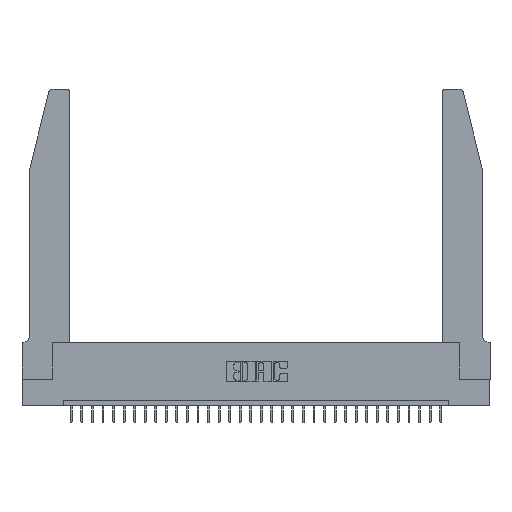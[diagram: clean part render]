
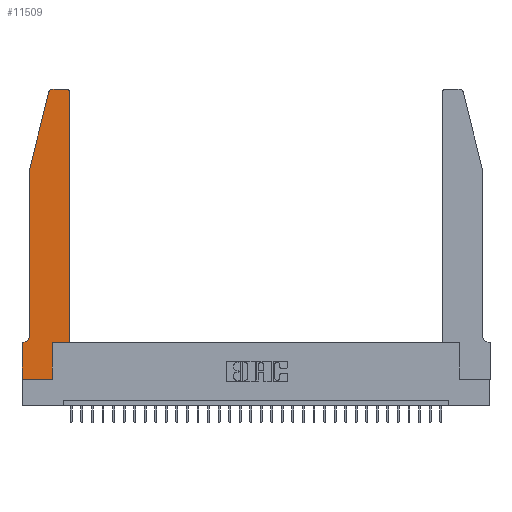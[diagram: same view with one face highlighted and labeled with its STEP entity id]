
A CAD part, top view. The second image highlights one B-rep face of the part: STEP entity #11509.
In plain terms, the highlighted planar face has unit normal (0, 0, 1).
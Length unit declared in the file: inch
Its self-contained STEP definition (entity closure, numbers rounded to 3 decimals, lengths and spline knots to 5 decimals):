
#69 = CARTESIAN_POINT ( 'NONE',  ( 0.4505, 2.72, 0.37 ) ) ;
#266 = CARTESIAN_POINT ( 'NONE',  ( 0.4205, 2.75, 0.37 ) ) ;
#279 = CARTESIAN_POINT ( 'NONE',  ( 0.4505, 0.35, 0.37 ) ) ;
#383 = CARTESIAN_POINT ( 'NONE',  ( 0.284, 2.75, 0.37 ) ) ;
#408 = AXIS2_PLACEMENT_3D ( 'NONE', #9190, #19368, #6995 ) ;
#742 = DIRECTION ( 'NONE',  ( -0.239, -0.971, 0. ) ) ;
#928 = ORIENTED_EDGE ( 'NONE', *, *, #26828, .T. ) ;
#1518 = FACE_OUTER_BOUND ( 'NONE', #20849, .T. ) ;
#2768 = CARTESIAN_POINT ( 'NONE',  ( 0., 0.35, 0.37 ) ) ;
#3095 = VERTEX_POINT ( 'NONE', #69 ) ;
#3441 = VECTOR ( 'NONE', #742, 39.37008 ) ;
#3826 = VECTOR ( 'NONE', #9438, 39.37008 ) ;
#4062 = CARTESIAN_POINT ( 'NONE',  ( 0.2865, 0., 0.37 ) ) ;
#4322 = CARTESIAN_POINT ( 'NONE',  ( 0.4505, 0.35, 0.37 ) ) ;
#4554 = CARTESIAN_POINT ( 'NONE',  ( 0.2605, 2.75, 0.37 ) ) ;
#4673 = CARTESIAN_POINT ( 'NONE',  ( 0.0755, 2., 0.37 ) ) ;
#4886 = DIRECTION ( 'NONE',  ( 1., 0., 0. ) ) ;
#5026 = VECTOR ( 'NONE', #11870, 39.37008 ) ;
#5582 = DIRECTION ( 'NONE',  ( 0., 1., 0. ) ) ;
#5711 = ORIENTED_EDGE ( 'NONE', *, *, #7023, .T. ) ;
#6190 = EDGE_CURVE ( 'NONE', #25888, #20395, #25070, .T. ) ;
#6459 = ORIENTED_EDGE ( 'NONE', *, *, #23111, .T. ) ;
#6801 = VECTOR ( 'NONE', #17090, 39.37008 ) ;
#6964 = VECTOR ( 'NONE', #5582, 39.37008 ) ;
#6995 = DIRECTION ( 'NONE',  ( -1., 0., 0. ) ) ;
#7023 = EDGE_CURVE ( 'NONE', #13215, #18696, #28943, .T. ) ;
#7561 = ORIENTED_EDGE ( 'NONE', *, *, #17821, .T. ) ;
#7666 = VERTEX_POINT ( 'NONE', #383 ) ;
#8672 = AXIS2_PLACEMENT_3D ( 'NONE', #2768, #28030, #26401 ) ;
#8822 = VECTOR ( 'NONE', #28134, 39.37008 ) ;
#9190 = CARTESIAN_POINT ( 'NONE',  ( 0.0055, 0.42, 0.37 ) ) ;
#9438 = DIRECTION ( 'NONE',  ( 0., 1., 0. ) ) ;
#9610 = DIRECTION ( 'NONE',  ( 0., 0., 1. ) ) ;
#9652 = CARTESIAN_POINT ( 'NONE',  ( 0.284, 2.72, 0.37 ) ) ;
#9940 = CARTESIAN_POINT ( 'NONE',  ( 0.0755, 0.42, 0.37 ) ) ;
#10189 = ORIENTED_EDGE ( 'NONE', *, *, #12787, .T. ) ;
#10273 = VECTOR ( 'NONE', #26167, 39.37008 ) ;
#10331 = VERTEX_POINT ( 'NONE', #266 ) ;
#10500 = DIRECTION ( 'NONE',  ( 0., 0., 1. ) ) ;
#11219 = CIRCLE ( 'NONE', #17624, 0.03 ) ;
#11509 = ADVANCED_FACE ( 'NONE', ( #1518 ), #22906, .T. ) ;
#11870 = DIRECTION ( 'NONE',  ( -1., 0., 0. ) ) ;
#12787 = EDGE_CURVE ( 'NONE', #13609, #3095, #24007, .T. ) ;
#13030 = ORIENTED_EDGE ( 'NONE', *, *, #17791, .T. ) ;
#13215 = VERTEX_POINT ( 'NONE', #21445 ) ;
#13307 = EDGE_CURVE ( 'NONE', #18696, #14855, #23143, .T. ) ;
#13518 = CARTESIAN_POINT ( 'NONE',  ( 0.2865, 0.35, 0.37 ) ) ;
#13609 = VERTEX_POINT ( 'NONE', #25554 ) ;
#14855 = VERTEX_POINT ( 'NONE', #19230 ) ;
#16011 = VERTEX_POINT ( 'NONE', #13518 ) ;
#16740 = ORIENTED_EDGE ( 'NONE', *, *, #32468, .T. ) ;
#16849 = VERTEX_POINT ( 'NONE', #21640 ) ;
#17090 = DIRECTION ( 'NONE',  ( 0., -1., 0. ) ) ;
#17330 = CARTESIAN_POINT ( 'NONE',  ( 0.2865, 0.35, 0.37 ) ) ;
#17624 = AXIS2_PLACEMENT_3D ( 'NONE', #9652, #9610, #31894 ) ;
#17705 = VECTOR ( 'NONE', #25792, 39.37008 ) ;
#17791 = EDGE_CURVE ( 'NONE', #14855, #19258, #28441, .T. ) ;
#17821 = EDGE_CURVE ( 'NONE', #3095, #10331, #21336, .T. ) ;
#18257 = DIRECTION ( 'NONE',  ( 1., 0., 0. ) ) ;
#18378 = VECTOR ( 'NONE', #4886, 39.37008 ) ;
#18488 = LINE ( 'NONE', #4554, #5026 ) ;
#18696 = VERTEX_POINT ( 'NONE', #9940 ) ;
#18767 = AXIS2_PLACEMENT_3D ( 'NONE', #25604, #10500, #18257 ) ;
#19230 = CARTESIAN_POINT ( 'NONE',  ( 0.0055, 0.35, 0.37 ) ) ;
#19258 = VERTEX_POINT ( 'NONE', #24050 ) ;
#19368 = DIRECTION ( 'NONE',  ( 0., 0., -1. ) ) ;
#20395 = VERTEX_POINT ( 'NONE', #4062 ) ;
#20849 = EDGE_LOOP ( 'NONE', ( #21441, #6459, #928, #5711, #23946, #13030, #26877, #28931, #29473, #16740, #10189, #7561 ) ) ;
#21336 = CIRCLE ( 'NONE', #18767, 0.03 ) ;
#21441 = ORIENTED_EDGE ( 'NONE', *, *, #27080, .T. ) ;
#21445 = CARTESIAN_POINT ( 'NONE',  ( 0.0755, 2., 0.37 ) ) ;
#21640 = CARTESIAN_POINT ( 'NONE',  ( 0.25487, 2.72718, 0.37 ) ) ;
#22038 = CARTESIAN_POINT ( 'NONE',  ( 0., 0., 0.37 ) ) ;
#22667 = CARTESIAN_POINT ( 'NONE',  ( 0.0755, 2., 0.37 ) ) ;
#22906 = PLANE ( 'NONE',  #8672 ) ;
#23111 = EDGE_CURVE ( 'NONE', #7666, #16849, #11219, .T. ) ;
#23143 = CIRCLE ( 'NONE', #408, 0.07 ) ;
#23946 = ORIENTED_EDGE ( 'NONE', *, *, #13307, .T. ) ;
#24007 = LINE ( 'NONE', #4322, #3826 ) ;
#24050 = CARTESIAN_POINT ( 'NONE',  ( 0., 0.35, 0.37 ) ) ;
#24738 = EDGE_CURVE ( 'NONE', #19258, #25888, #26874, .T. ) ;
#25070 = LINE ( 'NONE', #30257, #18378 ) ;
#25554 = CARTESIAN_POINT ( 'NONE',  ( 0.4505, 0.35, 0.37 ) ) ;
#25604 = CARTESIAN_POINT ( 'NONE',  ( 0.4205, 2.72, 0.37 ) ) ;
#25792 = DIRECTION ( 'NONE',  ( 1., 0., 0. ) ) ;
#25888 = VERTEX_POINT ( 'NONE', #27771 ) ;
#26167 = DIRECTION ( 'NONE',  ( -1., 0., 0. ) ) ;
#26401 = DIRECTION ( 'NONE',  ( 1., 0., 0. ) ) ;
#26828 = EDGE_CURVE ( 'NONE', #16849, #13215, #27910, .T. ) ;
#26874 = LINE ( 'NONE', #22038, #6801 ) ;
#26877 = ORIENTED_EDGE ( 'NONE', *, *, #24738, .T. ) ;
#27080 = EDGE_CURVE ( 'NONE', #10331, #7666, #18488, .T. ) ;
#27771 = CARTESIAN_POINT ( 'NONE',  ( 0., 0., 0.37 ) ) ;
#27910 = LINE ( 'NONE', #22667, #3441 ) ;
#28030 = DIRECTION ( 'NONE',  ( 0., 0., 1. ) ) ;
#28134 = DIRECTION ( 'NONE',  ( 0., -1., 0. ) ) ;
#28181 = EDGE_CURVE ( 'NONE', #20395, #16011, #32212, .T. ) ;
#28373 = CARTESIAN_POINT ( 'NONE',  ( 0.0755, 0.35, 0.37 ) ) ;
#28441 = LINE ( 'NONE', #28373, #10273 ) ;
#28931 = ORIENTED_EDGE ( 'NONE', *, *, #6190, .T. ) ;
#28943 = LINE ( 'NONE', #4673, #8822 ) ;
#29473 = ORIENTED_EDGE ( 'NONE', *, *, #28181, .T. ) ;
#30257 = CARTESIAN_POINT ( 'NONE',  ( 0., 0., 0.37 ) ) ;
#31885 = LINE ( 'NONE', #279, #17705 ) ;
#31894 = DIRECTION ( 'NONE',  ( 1., 0., 0. ) ) ;
#32212 = LINE ( 'NONE', #17330, #6964 ) ;
#32468 = EDGE_CURVE ( 'NONE', #16011, #13609, #31885, .T. ) ;
